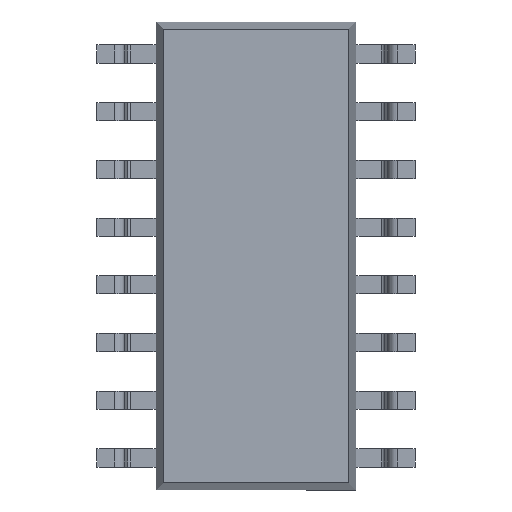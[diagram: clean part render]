
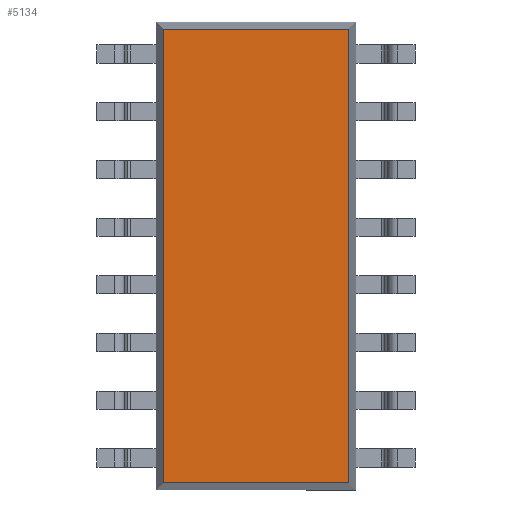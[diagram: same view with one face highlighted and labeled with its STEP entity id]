
A CAD part, front view. The second image highlights one B-rep face of the part: STEP entity #5134.
In plain terms, the highlighted planar face has unit normal (0, -1, 0).
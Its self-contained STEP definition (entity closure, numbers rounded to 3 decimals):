
#72 = EDGE_LOOP ( 'NONE', ( #3385, #5068, #5641, #5077 ) ) ;
#595 = AXIS2_PLACEMENT_3D ( 'NONE', #2148, #3196, #6821 ) ;
#725 = EDGE_CURVE ( 'NONE', #1907, #1854, #1314, .T. ) ;
#1242 = CARTESIAN_POINT ( 'NONE',  ( 2.046, 0.2, -4.996 ) ) ;
#1282 = CARTESIAN_POINT ( 'NONE',  ( 2.046, 0.2, -5.15 ) ) ;
#1313 = CARTESIAN_POINT ( 'NONE',  ( 2.2, 0.2, 4.996 ) ) ;
#1314 = LINE ( 'NONE', #1282, #5721 ) ;
#1447 = VERTEX_POINT ( 'NONE', #5116 ) ;
#1642 = CARTESIAN_POINT ( 'NONE',  ( -2.046, 0.2, 5.15 ) ) ;
#1664 = CARTESIAN_POINT ( 'NONE',  ( -2.2, 0.2, -4.996 ) ) ;
#1699 = DIRECTION ( 'NONE',  ( 1., 0., 0. ) ) ;
#1854 = VERTEX_POINT ( 'NONE', #3848 ) ;
#1907 = VERTEX_POINT ( 'NONE', #1242 ) ;
#2148 = CARTESIAN_POINT ( 'NONE',  ( 0., 0.2, 0. ) ) ;
#2930 = LINE ( 'NONE', #1664, #4013 ) ;
#3000 = EDGE_CURVE ( 'NONE', #1447, #6529, #6884, .T. ) ;
#3196 = DIRECTION ( 'NONE',  ( 0., -1., 0. ) ) ;
#3385 = ORIENTED_EDGE ( 'NONE', *, *, #4844, .T. ) ;
#3844 = FACE_OUTER_BOUND ( 'NONE', #72, .T. ) ;
#3848 = CARTESIAN_POINT ( 'NONE',  ( 2.046, 0.2, 4.996 ) ) ;
#3921 = VECTOR ( 'NONE', #3975, 1000. ) ;
#3975 = DIRECTION ( 'NONE',  ( 0., 0., -1. ) ) ;
#4013 = VECTOR ( 'NONE', #1699, 1000. ) ;
#4844 = EDGE_CURVE ( 'NONE', #6529, #1907, #2930, .T. ) ;
#4991 = EDGE_CURVE ( 'NONE', #1854, #1447, #6057, .T. ) ;
#5068 = ORIENTED_EDGE ( 'NONE', *, *, #725, .T. ) ;
#5077 = ORIENTED_EDGE ( 'NONE', *, *, #3000, .T. ) ;
#5116 = CARTESIAN_POINT ( 'NONE',  ( -2.046, 0.2, 4.996 ) ) ;
#5134 = ADVANCED_FACE ( 'NONE', ( #3844 ), #6173, .T. ) ;
#5407 = DIRECTION ( 'NONE',  ( -1., 0., 0. ) ) ;
#5641 = ORIENTED_EDGE ( 'NONE', *, *, #4991, .T. ) ;
#5721 = VECTOR ( 'NONE', #7129, 1000. ) ;
#6057 = LINE ( 'NONE', #1313, #7192 ) ;
#6135 = CARTESIAN_POINT ( 'NONE',  ( -2.046, 0.2, -4.996 ) ) ;
#6173 = PLANE ( 'NONE',  #595 ) ;
#6529 = VERTEX_POINT ( 'NONE', #6135 ) ;
#6821 = DIRECTION ( 'NONE',  ( 0., 0., -1. ) ) ;
#6884 = LINE ( 'NONE', #1642, #3921 ) ;
#7129 = DIRECTION ( 'NONE',  ( 0., 0., 1. ) ) ;
#7192 = VECTOR ( 'NONE', #5407, 1000. ) ;
